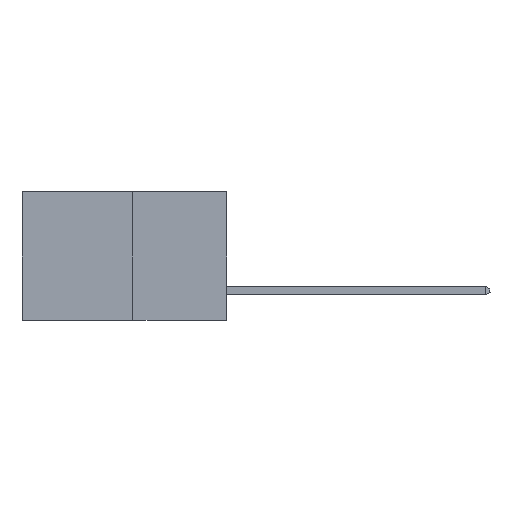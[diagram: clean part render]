
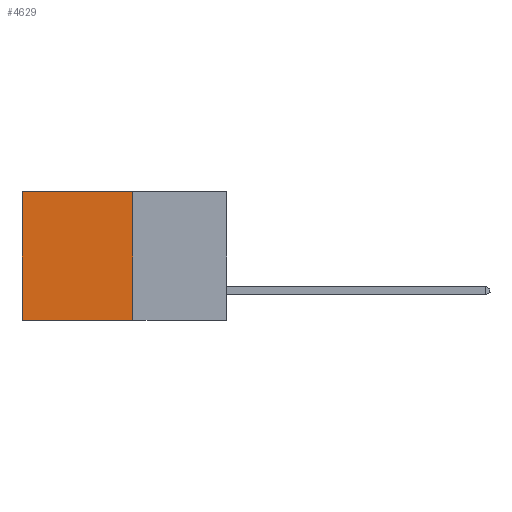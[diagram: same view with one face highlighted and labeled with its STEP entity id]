
A CAD part, left-side view. The second image highlights one B-rep face of the part: STEP entity #4629.
In plain terms, the highlighted planar face has unit normal (-1, 0, 0).
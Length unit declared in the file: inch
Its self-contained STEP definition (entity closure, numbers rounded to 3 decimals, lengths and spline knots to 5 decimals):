
#2 = VERTEX_POINT ( 'NONE', #10595 ) ;
#422 = VERTEX_POINT ( 'NONE', #19913 ) ;
#844 = VECTOR ( 'NONE', #18800, 39.37008 ) ;
#2012 = CARTESIAN_POINT ( 'NONE',  ( 0.277, 0.27, 0. ) ) ;
#2753 = EDGE_LOOP ( 'NONE', ( #5022, #14410, #6638, #12929 ) ) ;
#3112 = CARTESIAN_POINT ( 'NONE',  ( 0.277, 0.27, -0.37 ) ) ;
#4323 = CARTESIAN_POINT ( 'NONE',  ( 0.277, 0.27, -0.37 ) ) ;
#4629 = ADVANCED_FACE ( 'NONE', ( #5381 ), #17681, .F. ) ;
#5022 = ORIENTED_EDGE ( 'NONE', *, *, #15799, .T. ) ;
#5381 = FACE_OUTER_BOUND ( 'NONE', #2753, .T. ) ;
#5438 = VECTOR ( 'NONE', #21383, 39.37008 ) ;
#5496 = DIRECTION ( 'NONE',  ( 0., 0., -1. ) ) ;
#6638 = ORIENTED_EDGE ( 'NONE', *, *, #10545, .F. ) ;
#7828 = CARTESIAN_POINT ( 'NONE',  ( 0.277, 0.59, -0.37 ) ) ;
#7836 = EDGE_CURVE ( 'NONE', #13452, #9348, #11994, .T. ) ;
#8755 = DIRECTION ( 'NONE',  ( 1., 0., 0. ) ) ;
#9348 = VERTEX_POINT ( 'NONE', #7828 ) ;
#10545 = EDGE_CURVE ( 'NONE', #422, #13452, #16532, .T. ) ;
#10595 = CARTESIAN_POINT ( 'NONE',  ( 0.277, 0.59, 0. ) ) ;
#11226 = CARTESIAN_POINT ( 'NONE',  ( 0.277, 0.27, -0.37 ) ) ;
#11994 = LINE ( 'NONE', #18370, #20268 ) ;
#12929 = ORIENTED_EDGE ( 'NONE', *, *, #20663, .T. ) ;
#13452 = VERTEX_POINT ( 'NONE', #11226 ) ;
#14410 = ORIENTED_EDGE ( 'NONE', *, *, #7836, .F. ) ;
#14793 = LINE ( 'NONE', #2012, #844 ) ;
#15799 = EDGE_CURVE ( 'NONE', #2, #9348, #18735, .T. ) ;
#15992 = VECTOR ( 'NONE', #17669, 39.37008 ) ;
#16532 = LINE ( 'NONE', #4323, #15992 ) ;
#16921 = AXIS2_PLACEMENT_3D ( 'NONE', #3112, #8755, #5496 ) ;
#17669 = DIRECTION ( 'NONE',  ( 0., 0., -1. ) ) ;
#17681 = PLANE ( 'NONE',  #16921 ) ;
#18290 = DIRECTION ( 'NONE',  ( 0., 1., 0. ) ) ;
#18370 = CARTESIAN_POINT ( 'NONE',  ( 0.277, 0.27, -0.37 ) ) ;
#18735 = LINE ( 'NONE', #19732, #5438 ) ;
#18800 = DIRECTION ( 'NONE',  ( 0., 1., 0. ) ) ;
#19732 = CARTESIAN_POINT ( 'NONE',  ( 0.277, 0.59, -0.37 ) ) ;
#19913 = CARTESIAN_POINT ( 'NONE',  ( 0.277, 0.27, 0. ) ) ;
#20268 = VECTOR ( 'NONE', #18290, 39.37008 ) ;
#20663 = EDGE_CURVE ( 'NONE', #422, #2, #14793, .T. ) ;
#21383 = DIRECTION ( 'NONE',  ( 0., 0., -1. ) ) ;
